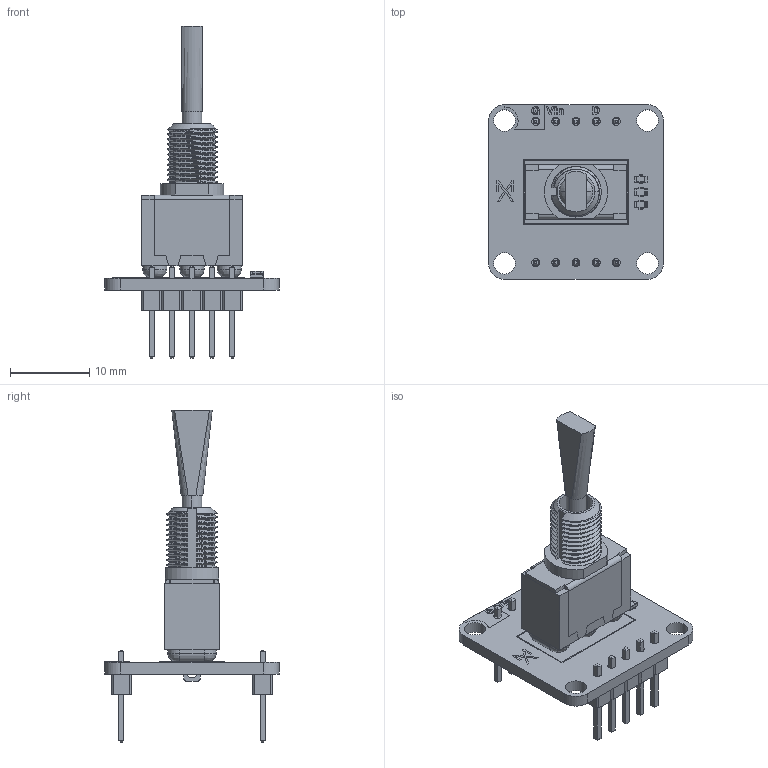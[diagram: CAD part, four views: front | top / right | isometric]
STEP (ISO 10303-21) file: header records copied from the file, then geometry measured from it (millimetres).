
FILE_DESCRIPTION(('KiCad electronic assembly'),'2;1');
FILE_NAME('AX22-0022.step','2025-12-08T14:42:26',('Pcbnew'),('Kicad'), 'Open CASCADE STEP processor 7.8','KiCad to STEP converter','Unknown' );
FILE_SCHEMA(('AUTOMOTIVE_DESIGN { 1 0 10303 214 1 1 1 1 }'));
Length unit declared in the file: millimetre
Products named in the file (7): AX22-0022 1; PinHeader_1x05_P2.54mm_Vertical; C_0603_1608Metric; R_0603_1608Metric; ToggleSwitch; AX22_Toggle-Switch_silkscreen; AX22_Toggle-Switch_PCB
Assembly tree (8 placements, depth 2):
  AX22-0022 1
    PinHeader_1x05_P2.54mm_Vertical  x2
    C_0603_1608Metric
    R_0603_1608Metric  x2
    ToggleSwitch
    AX22_Toggle-Switch_silkscreen
    AX22_Toggle-Switch_PCB
Bounding box: 22 x 22 x 41.82 mm (x, y, z)
Volume: 2063.3 mm3; surface area: 3465.2 mm2
Topology: 17 solids, 59 shells, 637 faces, 2620 edges, 2084 vertices
Faces by surface type: plane 474, cylinder 102, bspline 42, revolution 12, cone 5, sphere 2
Full cylindrical faces by diameter (mm): 1 x10, 2.7 x4
Entity records: 40878 total; most frequent: CARTESIAN_POINT 20968, ORIENTED_EDGE 3395, DIRECTION 3358, EDGE_CURVE 2256, VERTEX_POINT 1856, LINE 1746, VECTOR 1746, AXIS2_PLACEMENT_3D 800
